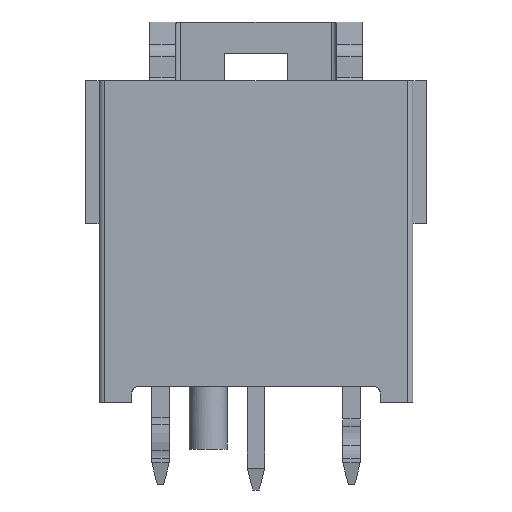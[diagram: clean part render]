
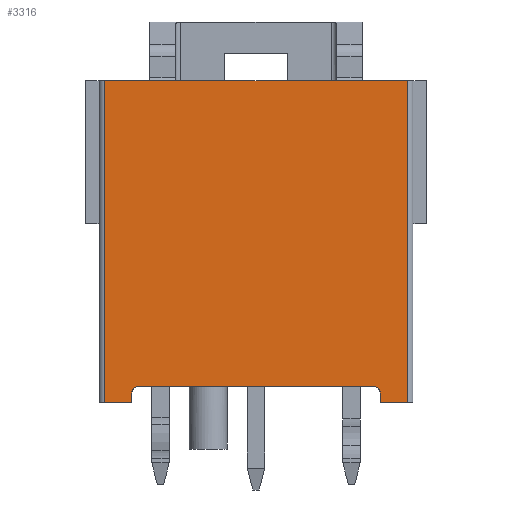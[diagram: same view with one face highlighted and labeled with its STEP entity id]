
A CAD part, front view. The second image highlights one B-rep face of the part: STEP entity #3316.
In plain terms, the highlighted planar face has unit normal (0, -1, 0).
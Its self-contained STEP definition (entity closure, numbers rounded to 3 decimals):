
#1=DIRECTION('',(0.,0.,-1.));
#2=VECTOR('',#1,11.8);
#3=CARTESIAN_POINT('',(-5.55,-2.675,5.9));
#4=LINE('',#3,#2);
#5=DIRECTION('',(1.,0.,0.));
#6=VECTOR('',#5,11.1);
#7=CARTESIAN_POINT('',(-5.55,-2.675,5.9));
#8=LINE('',#7,#6);
#9=DIRECTION('',(0.,0.,1.));
#10=VECTOR('',#9,11.8);
#11=CARTESIAN_POINT('',(5.55,-2.675,-5.9));
#12=LINE('',#11,#10);
#13=DIRECTION('',(-1.,0.,0.));
#14=VECTOR('',#13,1.);
#15=CARTESIAN_POINT('',(5.55,-2.675,-5.9));
#16=LINE('',#15,#14);
#17=DIRECTION('',(0.,0.,1.));
#18=VECTOR('',#17,0.35);
#19=CARTESIAN_POINT('',(4.55,-2.675,-5.9));
#20=LINE('',#19,#18);
#21=CARTESIAN_POINT('',(4.3,-2.675,-5.55));
#22=DIRECTION('',(0.,1.,0.));
#23=DIRECTION('',(0.,0.,1.));
#24=AXIS2_PLACEMENT_3D('',#21,#22,#23);
#26=DIRECTION('',(1.,0.,0.));
#27=VECTOR('',#26,5.932);
#28=CARTESIAN_POINT('',(-1.632,-2.675,-5.3));
#29=LINE('',#28,#27);
#30=DIRECTION('',(-1.,0.,0.));
#31=VECTOR('',#30,0.236);
#32=CARTESIAN_POINT('',(-1.632,-2.675,-5.3));
#33=LINE('',#32,#31);
#34=DIRECTION('',(1.,0.,0.));
#35=VECTOR('',#34,2.432);
#36=CARTESIAN_POINT('',(-4.3,-2.675,-5.3));
#37=LINE('',#36,#35);
#38=CARTESIAN_POINT('',(-4.3,-2.675,-5.55));
#39=DIRECTION('',(0.,1.,0.));
#40=DIRECTION('',(-1.,0.,0.));
#41=AXIS2_PLACEMENT_3D('',#38,#39,#40);
#43=DIRECTION('',(0.,0.,1.));
#44=VECTOR('',#43,0.35);
#45=CARTESIAN_POINT('',(-4.55,-2.675,-5.9));
#46=LINE('',#45,#44);
#47=DIRECTION('',(-1.,0.,0.));
#48=VECTOR('',#47,1.);
#49=CARTESIAN_POINT('',(-4.55,-2.675,-5.9));
#50=LINE('',#49,#48);
#2553=CARTESIAN_POINT('',(-4.55,-2.675,-5.9));
#2554=CARTESIAN_POINT('',(-4.55,-2.675,-5.55));
#2555=VERTEX_POINT('',#2553);
#2556=VERTEX_POINT('',#2554);
#2557=CARTESIAN_POINT('',(-4.3,-2.675,-5.3));
#2558=VERTEX_POINT('',#2557);
#2559=CARTESIAN_POINT('',(4.3,-2.675,-5.3));
#2560=CARTESIAN_POINT('',(4.55,-2.675,-5.55));
#2561=VERTEX_POINT('',#2559);
#2562=VERTEX_POINT('',#2560);
#2563=CARTESIAN_POINT('',(4.55,-2.675,-5.9));
#2564=VERTEX_POINT('',#2563);
#2937=CARTESIAN_POINT('',(-1.632,-2.675,-5.3));
#2938=CARTESIAN_POINT('',(-1.868,-2.675,-5.3));
#2939=VERTEX_POINT('',#2937);
#2940=VERTEX_POINT('',#2938);
#3237=CARTESIAN_POINT('',(-5.55,-2.675,-5.9));
#3239=VERTEX_POINT('',#3237);
#3243=CARTESIAN_POINT('',(-5.55,-2.675,5.9));
#3244=VERTEX_POINT('',#3243);
#3253=CARTESIAN_POINT('',(5.55,-2.675,5.9));
#3255=VERTEX_POINT('',#3253);
#3259=CARTESIAN_POINT('',(5.55,-2.675,-5.9));
#3260=VERTEX_POINT('',#3259);
#3285=CARTESIAN_POINT('',(0.,-2.675,0.));
#3286=DIRECTION('',(0.,1.,0.));
#3287=DIRECTION('',(1.,0.,0.));
#3288=AXIS2_PLACEMENT_3D('',#3285,#3286,#3287);
#3289=PLANE('',#3288);
#3291=ORIENTED_EDGE('',*,*,#3290,.F.);
#3293=ORIENTED_EDGE('',*,*,#3292,.T.);
#3295=ORIENTED_EDGE('',*,*,#3294,.F.);
#3297=ORIENTED_EDGE('',*,*,#3296,.T.);
#3299=ORIENTED_EDGE('',*,*,#3298,.T.);
#3301=ORIENTED_EDGE('',*,*,#3300,.F.);
#3303=ORIENTED_EDGE('',*,*,#3302,.F.);
#3305=ORIENTED_EDGE('',*,*,#3304,.T.);
#3307=ORIENTED_EDGE('',*,*,#3306,.F.);
#3309=ORIENTED_EDGE('',*,*,#3308,.F.);
#3311=ORIENTED_EDGE('',*,*,#3310,.F.);
#3313=ORIENTED_EDGE('',*,*,#3312,.T.);
#3314=EDGE_LOOP('',(#3291,#3293,#3295,#3297,#3299,#3301,#3303,#3305,#3307,#3309,
#3311,#3313));
#3315=FACE_OUTER_BOUND('',#3314,.F.);
#3316=ADVANCED_FACE('',(#3315),#3289,.F.);
#25=CIRCLE('',#24,0.25);
#42=CIRCLE('',#41,0.25);
#3290=EDGE_CURVE('',#3244,#3239,#4,.T.);
#3292=EDGE_CURVE('',#3244,#3255,#8,.T.);
#3294=EDGE_CURVE('',#3260,#3255,#12,.T.);
#3296=EDGE_CURVE('',#3260,#2564,#16,.T.);
#3298=EDGE_CURVE('',#2564,#2562,#20,.T.);
#3300=EDGE_CURVE('',#2561,#2562,#25,.T.);
#3302=EDGE_CURVE('',#2939,#2561,#29,.T.);
#3304=EDGE_CURVE('',#2939,#2940,#33,.T.);
#3306=EDGE_CURVE('',#2558,#2940,#37,.T.);
#3308=EDGE_CURVE('',#2556,#2558,#42,.T.);
#3310=EDGE_CURVE('',#2555,#2556,#46,.T.);
#3312=EDGE_CURVE('',#2555,#3239,#50,.T.);
